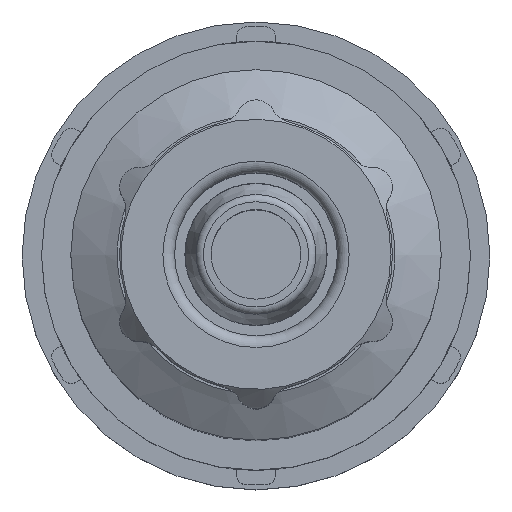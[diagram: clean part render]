
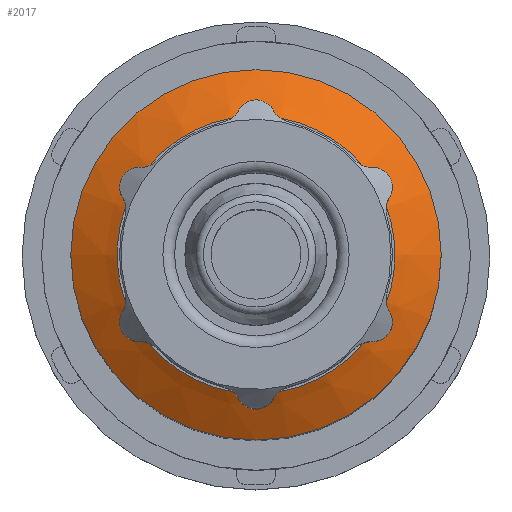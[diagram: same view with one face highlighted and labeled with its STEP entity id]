
A CAD part, top view. The second image highlights one B-rep face of the part: STEP entity #2017.
In plain terms, the highlighted conical face has half-angle 60 degrees and reference radius 9.5 mm.
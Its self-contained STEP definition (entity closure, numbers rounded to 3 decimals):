
#517=ORIENTED_EDGE('',*,*,#1113,.F.);
#518=ORIENTED_EDGE('',*,*,#1112,.T.);
#1112=EDGE_CURVE('',#1413,#1413,#1576,.T.);
#1113=EDGE_CURVE('',#1414,#1414,#1577,.T.);
#1413=VERTEX_POINT('',#3327);
#1414=VERTEX_POINT('',#3330);
#1576=CIRCLE('',#2191,9.5);
#1577=CIRCLE('',#2193,6.);
#1688=EDGE_LOOP('',(#517));
#1689=EDGE_LOOP('',(#518));
#1856=FACE_BOUND('',#1688,.T.);
#1857=FACE_BOUND('',#1689,.T.);
#2004=CONICAL_SURFACE('',#2192,9.5,1.047);
#2017=ADVANCED_FACE('',(#1856,#1857),#2004,.T.);
#2191=AXIS2_PLACEMENT_3D('',#3326,#2495,#2496);
#2192=AXIS2_PLACEMENT_3D('',#3328,#2497,#2498);
#2193=AXIS2_PLACEMENT_3D('',#3329,#2499,#2500);
#2495=DIRECTION('',(0.,0.,1.));
#2496=DIRECTION('',(1.,0.,0.));
#2497=DIRECTION('',(0.,0.,-1.));
#2498=DIRECTION('',(-1.,0.,0.));
#2499=DIRECTION('',(0.,0.,1.));
#2500=DIRECTION('',(1.,0.,0.));
#3326=CARTESIAN_POINT('',(0.,0.,-15.221));
#3327=CARTESIAN_POINT('',(9.5,0.,-15.221));
#3328=CARTESIAN_POINT('',(0.,0.,-15.221));
#3329=CARTESIAN_POINT('',(0.,0.,-13.2));
#3330=CARTESIAN_POINT('',(6.,0.,-13.2));
